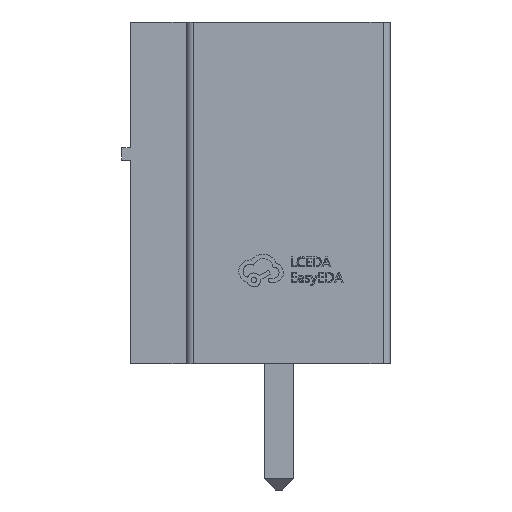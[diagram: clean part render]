
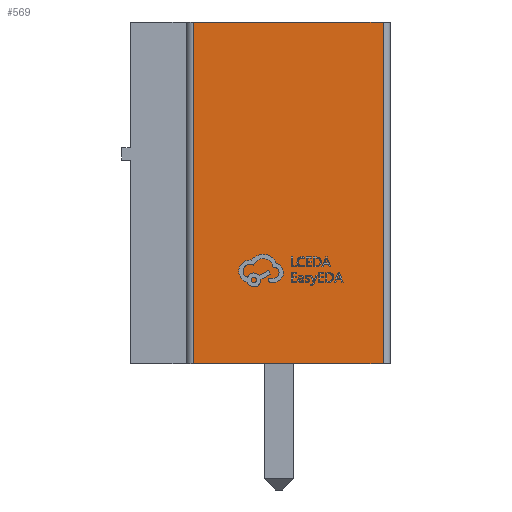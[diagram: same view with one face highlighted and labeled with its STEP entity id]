
A CAD part, left-side view. The second image highlights one B-rep face of the part: STEP entity #569.
In plain terms, the highlighted planar face has unit normal (-1, 0, 0).
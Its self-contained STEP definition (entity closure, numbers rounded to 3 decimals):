
#150 = VECTOR ( 'NONE', #8869, 1000. ) ;
#569 = ADVANCED_FACE ( 'NONE', ( #20222 ), #16589, .F. ) ;
#1657 = CARTESIAN_POINT ( 'NONE',  ( -12.2, -2.8, 9.2 ) ) ;
#1952 = AXIS2_PLACEMENT_3D ( 'NONE', #4853, #13322, #21246 ) ;
#2114 = EDGE_CURVE ( 'NONE', #16771, #21861, #5814, .T. ) ;
#4255 = VERTEX_POINT ( 'NONE', #6796 ) ;
#4820 = LINE ( 'NONE', #20312, #150 ) ;
#4853 = CARTESIAN_POINT ( 'NONE',  ( -12.2, 4., 9.2 ) ) ;
#5538 = LINE ( 'NONE', #11177, #9604 ) ;
#5814 = LINE ( 'NONE', #1657, #7975 ) ;
#5839 = EDGE_CURVE ( 'NONE', #17524, #21861, #4820, .T. ) ;
#6330 = EDGE_LOOP ( 'NONE', ( #8800, #25427, #14073, #13404 ) ) ;
#6796 = CARTESIAN_POINT ( 'NONE',  ( -12.2, 2.3, 0. ) ) ;
#7975 = VECTOR ( 'NONE', #13776, 1000. ) ;
#8800 = ORIENTED_EDGE ( 'NONE', *, *, #5839, .F. ) ;
#8869 = DIRECTION ( 'NONE',  ( 0., -1., 0. ) ) ;
#9604 = VECTOR ( 'NONE', #19085, 1000. ) ;
#11177 = CARTESIAN_POINT ( 'NONE',  ( -12.2, 4., 0. ) ) ;
#11391 = CARTESIAN_POINT ( 'NONE',  ( -12.2, -2.8, 9.2 ) ) ;
#13322 = DIRECTION ( 'NONE',  ( 1., 0., 0. ) ) ;
#13404 = ORIENTED_EDGE ( 'NONE', *, *, #2114, .T. ) ;
#13428 = EDGE_CURVE ( 'NONE', #4255, #16771, #5538, .T. ) ;
#13776 = DIRECTION ( 'NONE',  ( 0., 0., 1. ) ) ;
#14073 = ORIENTED_EDGE ( 'NONE', *, *, #13428, .T. ) ;
#16006 = VECTOR ( 'NONE', #19053, 1000. ) ;
#16589 = PLANE ( 'NONE',  #1952 ) ;
#16771 = VERTEX_POINT ( 'NONE', #20938 ) ;
#17010 = LINE ( 'NONE', #24859, #16006 ) ;
#17524 = VERTEX_POINT ( 'NONE', #23550 ) ;
#19053 = DIRECTION ( 'NONE',  ( 0., 0., -1. ) ) ;
#19085 = DIRECTION ( 'NONE',  ( 0., -1., 0. ) ) ;
#20222 = FACE_OUTER_BOUND ( 'NONE', #6330, .T. ) ;
#20312 = CARTESIAN_POINT ( 'NONE',  ( -12.2, 4., 9.2 ) ) ;
#20938 = CARTESIAN_POINT ( 'NONE',  ( -12.2, -2.8, 0. ) ) ;
#21246 = DIRECTION ( 'NONE',  ( 0., 1., 0. ) ) ;
#21861 = VERTEX_POINT ( 'NONE', #11391 ) ;
#22649 = EDGE_CURVE ( 'NONE', #17524, #4255, #17010, .T. ) ;
#23550 = CARTESIAN_POINT ( 'NONE',  ( -12.2, 2.3, 9.2 ) ) ;
#24859 = CARTESIAN_POINT ( 'NONE',  ( -12.2, 2.3, 9.2 ) ) ;
#25427 = ORIENTED_EDGE ( 'NONE', *, *, #22649, .T. ) ;
